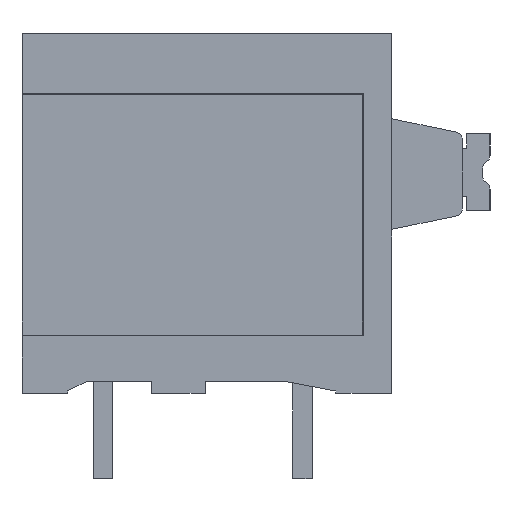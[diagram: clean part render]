
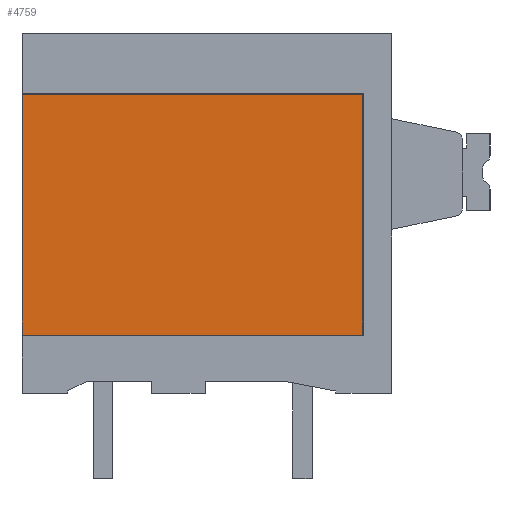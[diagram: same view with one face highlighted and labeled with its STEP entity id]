
A CAD part, left-side view. The second image highlights one B-rep face of the part: STEP entity #4759.
In plain terms, the highlighted planar face has unit normal (-1, 0, 0).
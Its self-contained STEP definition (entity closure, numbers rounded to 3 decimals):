
#1011=AXIS2_PLACEMENT_3D('Plane Axis2P3D',#1008,#1009,#1010) ;
#40=CARTESIAN_POINT('Vertex',(1.1,19.243,15.8)) ;
#45=CARTESIAN_POINT('Line Origine',(1.1,12.243,15.8)) ;
#49=CARTESIAN_POINT('Vertex',(1.1,5.243,15.8)) ;
#88=CARTESIAN_POINT('Vertex',(1.1,19.243,5.9)) ;
#91=CARTESIAN_POINT('Line Origine',(1.1,19.243,10.85)) ;
#394=CARTESIAN_POINT('Line Origine',(1.1,12.243,5.9)) ;
#398=CARTESIAN_POINT('Vertex',(1.1,5.243,5.9)) ;
#424=CARTESIAN_POINT('Line Origine',(1.1,5.243,10.85)) ;
#1008=CARTESIAN_POINT('Axis2P3D Location',(1.1,8.513,3.5)) ;
#46=DIRECTION('Vector Direction',(0.,-1.,0.)) ;
#92=DIRECTION('Vector Direction',(0.,0.,-1.)) ;
#395=DIRECTION('Vector Direction',(0.,1.,0.)) ;
#425=DIRECTION('Vector Direction',(0.,0.,1.)) ;
#1009=DIRECTION('Axis2P3D Direction',(-1.,0.,0.)) ;
#1010=DIRECTION('Axis2P3D XDirection',(0.,-1.,0.)) ;
#47=VECTOR('Line Direction',#46,1.) ;
#93=VECTOR('Line Direction',#92,1.) ;
#396=VECTOR('Line Direction',#395,1.) ;
#426=VECTOR('Line Direction',#425,1.) ;
#4754=ORIENTED_EDGE('',*,*,#51,.T.) ;
#4755=ORIENTED_EDGE('',*,*,#95,.T.) ;
#4756=ORIENTED_EDGE('',*,*,#400,.T.) ;
#4757=ORIENTED_EDGE('',*,*,#428,.T.) ;
#4759=ADVANCED_FACE('Housing LMF.1\\Model',(#4758),#1012,.T.) ;
#51=EDGE_CURVE('',#50,#41,#48,.F.) ;
#95=EDGE_CURVE('',#41,#89,#94,.T.) ;
#400=EDGE_CURVE('',#89,#399,#397,.F.) ;
#428=EDGE_CURVE('',#399,#50,#427,.T.) ;
#4753=EDGE_LOOP('',(#4754,#4755,#4756,#4757)) ;
#4758=FACE_OUTER_BOUND('',#4753,.T.) ;
#48=LINE('Line',#45,#47) ;
#94=LINE('Line',#91,#93) ;
#397=LINE('Line',#394,#396) ;
#427=LINE('Line',#424,#426) ;
#1012=PLANE('',#1011) ;
#41=VERTEX_POINT('',#40) ;
#50=VERTEX_POINT('',#49) ;
#89=VERTEX_POINT('',#88) ;
#399=VERTEX_POINT('',#398) ;
